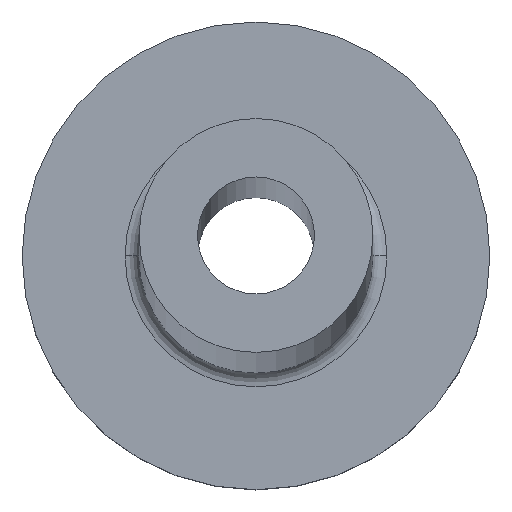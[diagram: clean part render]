
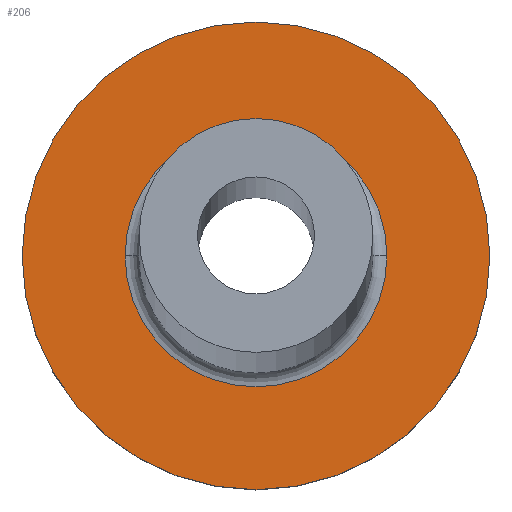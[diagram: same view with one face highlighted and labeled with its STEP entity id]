
A CAD part, top view. The second image highlights one B-rep face of the part: STEP entity #206.
In plain terms, the highlighted planar face has unit normal (0, 0, 1).
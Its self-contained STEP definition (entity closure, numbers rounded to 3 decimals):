
#8 = DIRECTION ( 'NONE',  ( 0., 0., -1. ) ) ;
#11 = CARTESIAN_POINT ( 'NONE',  ( 5., 0., 3. ) ) ;
#13 = VERTEX_POINT ( 'NONE', #24 ) ;
#24 = CARTESIAN_POINT ( 'NONE',  ( -5., 0., 3. ) ) ;
#34 = CARTESIAN_POINT ( 'NONE',  ( 0., 0., 3. ) ) ;
#38 = VERTEX_POINT ( 'NONE', #120 ) ;
#65 = FACE_OUTER_BOUND ( 'NONE', #305, .T. ) ;
#69 = CARTESIAN_POINT ( 'NONE',  ( 0., 0., 3. ) ) ;
#70 = EDGE_CURVE ( 'NONE', #345, #38, #233, .T. ) ;
#73 = EDGE_CURVE ( 'NONE', #365, #13, #158, .T. ) ;
#76 = AXIS2_PLACEMENT_3D ( 'NONE', #197, #194, #85 ) ;
#82 = EDGE_LOOP ( 'NONE', ( #213, #242 ) ) ;
#85 = DIRECTION ( 'NONE',  ( 1., 0., 0. ) ) ;
#105 = ORIENTED_EDGE ( 'NONE', *, *, #289, .T. ) ;
#114 = DIRECTION ( 'NONE',  ( 1., 0., 0. ) ) ;
#116 = DIRECTION ( 'NONE',  ( 0., 0., 1. ) ) ;
#120 = CARTESIAN_POINT ( 'NONE',  ( 2.8, 0., 3. ) ) ;
#127 = PLANE ( 'NONE',  #208 ) ;
#141 = CARTESIAN_POINT ( 'NONE',  ( 0., 0., 3. ) ) ;
#158 = CIRCLE ( 'NONE', #285, 5. ) ;
#165 = ORIENTED_EDGE ( 'NONE', *, *, #73, .T. ) ;
#167 = CIRCLE ( 'NONE', #373, 2.8 ) ;
#173 = EDGE_CURVE ( 'NONE', #38, #345, #167, .T. ) ;
#177 = DIRECTION ( 'NONE',  ( 0., 0., 1. ) ) ;
#194 = DIRECTION ( 'NONE',  ( 0., 0., -1. ) ) ;
#197 = CARTESIAN_POINT ( 'NONE',  ( 0., 0., 3. ) ) ;
#206 = ADVANCED_FACE ( 'NONE', ( #324, #65 ), #127, .T. ) ;
#208 = AXIS2_PLACEMENT_3D ( 'NONE', #326, #236, #296 ) ;
#213 = ORIENTED_EDGE ( 'NONE', *, *, #173, .T. ) ;
#232 = DIRECTION ( 'NONE',  ( 1., 0., 0. ) ) ;
#233 = CIRCLE ( 'NONE', #76, 2.8 ) ;
#236 = DIRECTION ( 'NONE',  ( 0., 0., 1. ) ) ;
#242 = ORIENTED_EDGE ( 'NONE', *, *, #70, .T. ) ;
#285 = AXIS2_PLACEMENT_3D ( 'NONE', #141, #116, #114 ) ;
#289 = EDGE_CURVE ( 'NONE', #13, #365, #294, .T. ) ;
#294 = CIRCLE ( 'NONE', #341, 5. ) ;
#296 = DIRECTION ( 'NONE',  ( 1., 0., 0. ) ) ;
#298 = DIRECTION ( 'NONE',  ( 1., 0., 0. ) ) ;
#305 = EDGE_LOOP ( 'NONE', ( #105, #165 ) ) ;
#324 = FACE_BOUND ( 'NONE', #82, .T. ) ;
#326 = CARTESIAN_POINT ( 'NONE',  ( 0., 0., 3. ) ) ;
#341 = AXIS2_PLACEMENT_3D ( 'NONE', #69, #177, #298 ) ;
#345 = VERTEX_POINT ( 'NONE', #360 ) ;
#360 = CARTESIAN_POINT ( 'NONE',  ( -2.8, 0., 3. ) ) ;
#365 = VERTEX_POINT ( 'NONE', #11 ) ;
#373 = AXIS2_PLACEMENT_3D ( 'NONE', #34, #8, #232 ) ;
